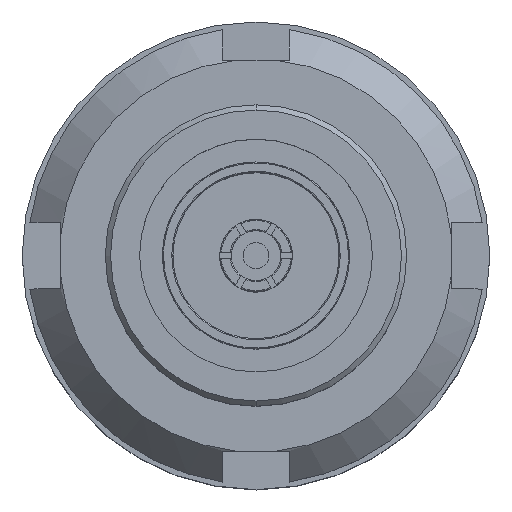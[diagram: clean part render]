
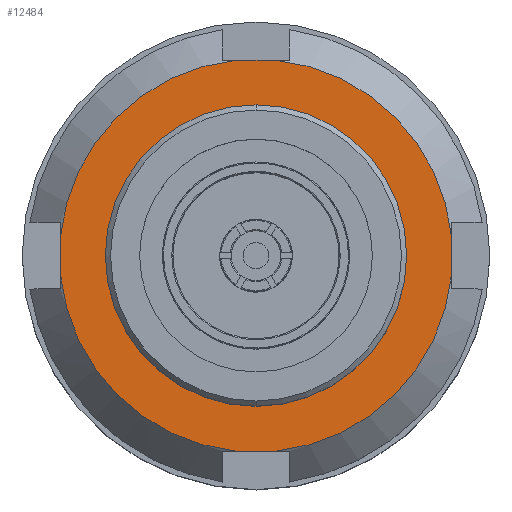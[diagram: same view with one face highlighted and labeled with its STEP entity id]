
A CAD part, top view. The second image highlights one B-rep face of the part: STEP entity #12484.
In plain terms, the highlighted planar face has unit normal (0, 0, 1).
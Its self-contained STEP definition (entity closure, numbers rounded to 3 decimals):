
#7 = DIRECTION ( 'NONE',  ( 0., 0., 1. ) ) ;
#72 = AXIS2_PLACEMENT_3D ( 'NONE', #5988, #167, #6950 ) ;
#167 = DIRECTION ( 'NONE',  ( 0., 0., 1. ) ) ;
#243 = VERTEX_POINT ( 'NONE', #12197 ) ;
#630 = LINE ( 'NONE', #7888, #10651 ) ;
#1050 = ORIENTED_EDGE ( 'NONE', *, *, #9228, .T. ) ;
#1107 = DIRECTION ( 'NONE',  ( -1., 0., 0. ) ) ;
#1289 = EDGE_CURVE ( 'NONE', #3740, #10340, #3114, .T. ) ;
#1317 = AXIS2_PLACEMENT_3D ( 'NONE', #10172, #4371, #11141 ) ;
#1358 = EDGE_CURVE ( 'NONE', #243, #1611, #7022, .T. ) ;
#1373 = ORIENTED_EDGE ( 'NONE', *, *, #4455, .T. ) ;
#1452 = VERTEX_POINT ( 'NONE', #12581 ) ;
#1611 = VERTEX_POINT ( 'NONE', #5189 ) ;
#1776 = DIRECTION ( 'NONE',  ( 0., -1., 0. ) ) ;
#1904 = CARTESIAN_POINT ( 'NONE',  ( 18.8, -3.2, -9.2 ) ) ;
#2028 = FACE_OUTER_BOUND ( 'NONE', #12231, .T. ) ;
#2107 = CARTESIAN_POINT ( 'NONE',  ( 0., 0., -9.2 ) ) ;
#2149 = AXIS2_PLACEMENT_3D ( 'NONE', #9802, #3997, #10772 ) ;
#2565 = AXIS2_PLACEMENT_3D ( 'NONE', #9423, #3626, #10409 ) ;
#2607 = VERTEX_POINT ( 'NONE', #2932 ) ;
#2932 = CARTESIAN_POINT ( 'NONE',  ( -1.942, -18.8, -9.2 ) ) ;
#3108 = DIRECTION ( 'NONE',  ( 0., 1., 0. ) ) ;
#3114 = LINE ( 'NONE', #7636, #8252 ) ;
#3130 = CIRCLE ( 'NONE', #8073, 14.25 ) ;
#3409 = CIRCLE ( 'NONE', #9472, 18.9 ) ;
#3626 = DIRECTION ( 'NONE',  ( 0., 0., 1. ) ) ;
#3672 = EDGE_LOOP ( 'NONE', ( #11792, #1050 ) ) ;
#3740 = VERTEX_POINT ( 'NONE', #5860 ) ;
#3886 = CARTESIAN_POINT ( 'NONE',  ( -1.942, 18.8, -9.2 ) ) ;
#3928 = ORIENTED_EDGE ( 'NONE', *, *, #1289, .T. ) ;
#3997 = DIRECTION ( 'NONE',  ( 0., 0., -1. ) ) ;
#4128 = LINE ( 'NONE', #11045, #9271 ) ;
#4177 = CIRCLE ( 'NONE', #2149, 14.25 ) ;
#4213 = EDGE_CURVE ( 'NONE', #1611, #9429, #8240, .T. ) ;
#4371 = DIRECTION ( 'NONE',  ( 0., 0., 1. ) ) ;
#4455 = EDGE_CURVE ( 'NONE', #1452, #243, #3409, .T. ) ;
#4858 = EDGE_CURVE ( 'NONE', #2607, #1452, #4128, .T. ) ;
#4872 = ORIENTED_EDGE ( 'NONE', *, *, #11670, .T. ) ;
#4927 = EDGE_CURVE ( 'NONE', #5877, #7753, #3130, .T. ) ;
#5094 = ORIENTED_EDGE ( 'NONE', *, *, #6768, .T. ) ;
#5189 = CARTESIAN_POINT ( 'NONE',  ( 18.8, 1.942, -9.2 ) ) ;
#5255 = DIRECTION ( 'NONE',  ( 1., 0., 0. ) ) ;
#5380 = CARTESIAN_POINT ( 'NONE',  ( 0., 0., -9.2 ) ) ;
#5827 = CARTESIAN_POINT ( 'NONE',  ( 0., 0., -9.2 ) ) ;
#5860 = CARTESIAN_POINT ( 'NONE',  ( -18.8, 1.942, -9.2 ) ) ;
#5877 = VERTEX_POINT ( 'NONE', #10040 ) ;
#5988 = CARTESIAN_POINT ( 'NONE',  ( 0., 0., -9.2 ) ) ;
#6137 = PLANE ( 'NONE',  #1317 ) ;
#6318 = AXIS2_PLACEMENT_3D ( 'NONE', #5827, #7, #6788 ) ;
#6337 = DIRECTION ( 'NONE',  ( 1., 0., 0. ) ) ;
#6768 = EDGE_CURVE ( 'NONE', #10340, #2607, #6843, .T. ) ;
#6788 = DIRECTION ( 'NONE',  ( 0., 1., 0. ) ) ;
#6843 = CIRCLE ( 'NONE', #72, 18.9 ) ;
#6950 = DIRECTION ( 'NONE',  ( -1., 0., 0. ) ) ;
#7022 = LINE ( 'NONE', #1904, #9311 ) ;
#7355 = ORIENTED_EDGE ( 'NONE', *, *, #7639, .T. ) ;
#7636 = CARTESIAN_POINT ( 'NONE',  ( -18.8, 3.2, -9.2 ) ) ;
#7639 = EDGE_CURVE ( 'NONE', #9429, #9085, #630, .T. ) ;
#7708 = DIRECTION ( 'NONE',  ( 0., 1., 0. ) ) ;
#7753 = VERTEX_POINT ( 'NONE', #10147 ) ;
#7888 = CARTESIAN_POINT ( 'NONE',  ( 3.2, 18.8, -9.2 ) ) ;
#8073 = AXIS2_PLACEMENT_3D ( 'NONE', #5380, #12146, #6337 ) ;
#8240 = CIRCLE ( 'NONE', #2565, 18.9 ) ;
#8252 = VECTOR ( 'NONE', #1776, 1000. ) ;
#8881 = DIRECTION ( 'NONE',  ( 0., 0., 1. ) ) ;
#9057 = CARTESIAN_POINT ( 'NONE',  ( -18.8, -1.942, -9.2 ) ) ;
#9085 = VERTEX_POINT ( 'NONE', #3886 ) ;
#9189 = ORIENTED_EDGE ( 'NONE', *, *, #1358, .T. ) ;
#9228 = EDGE_CURVE ( 'NONE', #7753, #5877, #4177, .T. ) ;
#9271 = VECTOR ( 'NONE', #5255, 1000. ) ;
#9311 = VECTOR ( 'NONE', #7708, 1000. ) ;
#9359 = CARTESIAN_POINT ( 'NONE',  ( 1.942, 18.8, -9.2 ) ) ;
#9423 = CARTESIAN_POINT ( 'NONE',  ( 0., 0., -9.2 ) ) ;
#9429 = VERTEX_POINT ( 'NONE', #9359 ) ;
#9472 = AXIS2_PLACEMENT_3D ( 'NONE', #2107, #8881, #3108 ) ;
#9669 = CIRCLE ( 'NONE', #6318, 18.9 ) ;
#9802 = CARTESIAN_POINT ( 'NONE',  ( 0., 0., -9.2 ) ) ;
#10040 = CARTESIAN_POINT ( 'NONE',  ( 14.25, 0., -9.2 ) ) ;
#10147 = CARTESIAN_POINT ( 'NONE',  ( -14.25, 0., -9.2 ) ) ;
#10172 = CARTESIAN_POINT ( 'NONE',  ( 18.9, 0., -9.2 ) ) ;
#10340 = VERTEX_POINT ( 'NONE', #9057 ) ;
#10343 = ORIENTED_EDGE ( 'NONE', *, *, #4858, .T. ) ;
#10409 = DIRECTION ( 'NONE',  ( 0., 1., 0. ) ) ;
#10651 = VECTOR ( 'NONE', #1107, 1000. ) ;
#10772 = DIRECTION ( 'NONE',  ( 1., 0., 0. ) ) ;
#11045 = CARTESIAN_POINT ( 'NONE',  ( -3.2, -18.8, -9.2 ) ) ;
#11141 = DIRECTION ( 'NONE',  ( 1., 0., 0. ) ) ;
#11670 = EDGE_CURVE ( 'NONE', #9085, #3740, #9669, .T. ) ;
#11792 = ORIENTED_EDGE ( 'NONE', *, *, #4927, .T. ) ;
#12046 = FACE_BOUND ( 'NONE', #3672, .T. ) ;
#12146 = DIRECTION ( 'NONE',  ( 0., 0., -1. ) ) ;
#12197 = CARTESIAN_POINT ( 'NONE',  ( 18.8, -1.942, -9.2 ) ) ;
#12231 = EDGE_LOOP ( 'NONE', ( #10343, #1373, #9189, #12587, #7355, #4872, #3928, #5094 ) ) ;
#12484 = ADVANCED_FACE ( 'NONE', ( #12046, #2028 ), #6137, .T. ) ;
#12581 = CARTESIAN_POINT ( 'NONE',  ( 1.942, -18.8, -9.2 ) ) ;
#12587 = ORIENTED_EDGE ( 'NONE', *, *, #4213, .T. ) ;
